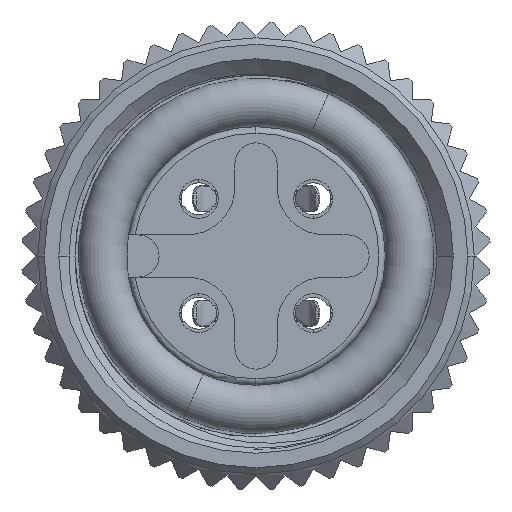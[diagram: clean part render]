
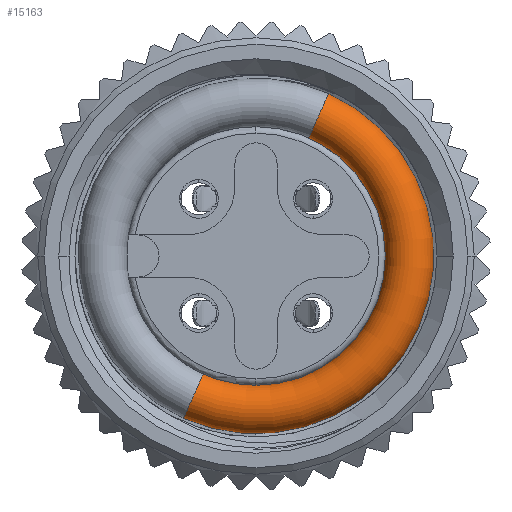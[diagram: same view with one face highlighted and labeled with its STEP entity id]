
A CAD part, left-side view. The second image highlights one B-rep face of the part: STEP entity #15163.
In plain terms, the highlighted toroidal (fillet/blend) face has major radius 4.75 mm and minor radius 0.75 mm.
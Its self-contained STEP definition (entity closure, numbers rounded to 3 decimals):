
#286 = DIRECTION ( 'NONE',  ( 0., 0., -1. ) ) ;
#412 = VERTEX_POINT ( 'NONE', #16412 ) ;
#549 = VERTEX_POINT ( 'NONE', #7699 ) ;
#915 = ORIENTED_EDGE ( 'NONE', *, *, #15655, .T. ) ;
#1304 = ORIENTED_EDGE ( 'NONE', *, *, #14958, .F. ) ;
#1305 = TOROIDAL_SURFACE ( 'NONE', #3582, 4.75, 0.75 ) ;
#1427 = DIRECTION ( 'NONE',  ( 0., 0., 1. ) ) ;
#1760 = CARTESIAN_POINT ( 'NONE',  ( 0., 0., 0. ) ) ;
#1883 = CIRCLE ( 'NONE', #3957, 4. ) ;
#3101 = DIRECTION ( 'NONE',  ( 0., 0., 1. ) ) ;
#3153 = VERTEX_POINT ( 'NONE', #11872 ) ;
#3350 = DIRECTION ( 'NONE',  ( 0., 0., 1. ) ) ;
#3582 = AXIS2_PLACEMENT_3D ( 'NONE', #4550, #13531, #3350 ) ;
#3957 = AXIS2_PLACEMENT_3D ( 'NONE', #4168, #5357, #1427 ) ;
#3991 = DIRECTION ( 'NONE',  ( 0., 0., 1. ) ) ;
#4168 = CARTESIAN_POINT ( 'NONE',  ( 0., 0., 0. ) ) ;
#4437 = AXIS2_PLACEMENT_3D ( 'NONE', #1760, #10811, #3101 ) ;
#4550 = CARTESIAN_POINT ( 'NONE',  ( 0., 0., 0. ) ) ;
#5357 = DIRECTION ( 'NONE',  ( -1., 0., 0. ) ) ;
#5425 = CIRCLE ( 'NONE', #4437, 5.5 ) ;
#6391 = AXIS2_PLACEMENT_3D ( 'NONE', #11794, #14354, #286 ) ;
#6925 = ORIENTED_EDGE ( 'NONE', *, *, #12329, .T. ) ;
#7699 = CARTESIAN_POINT ( 'NONE',  ( 0., 0., 5.5 ) ) ;
#8766 = CARTESIAN_POINT ( 'NONE',  ( 0., 0., -5.5 ) ) ;
#9101 = EDGE_CURVE ( 'NONE', #412, #3153, #1883, .T. ) ;
#9206 = CARTESIAN_POINT ( 'NONE',  ( 0., 0., -4.75 ) ) ;
#9880 = ORIENTED_EDGE ( 'NONE', *, *, #9101, .F. ) ;
#9988 = EDGE_LOOP ( 'NONE', ( #1304, #6925, #915, #9880 ) ) ;
#10811 = DIRECTION ( 'NONE',  ( -1., 0., 0. ) ) ;
#10889 = VERTEX_POINT ( 'NONE', #8766 ) ;
#11129 = AXIS2_PLACEMENT_3D ( 'NONE', #9206, #14412, #3991 ) ;
#11794 = CARTESIAN_POINT ( 'NONE',  ( 0., 0., 4.75 ) ) ;
#11872 = CARTESIAN_POINT ( 'NONE',  ( 0., 0., 4. ) ) ;
#12329 = EDGE_CURVE ( 'NONE', #10889, #549, #5425, .T. ) ;
#12331 = CIRCLE ( 'NONE', #11129, 0.75 ) ;
#13531 = DIRECTION ( 'NONE',  ( -1., 0., 0. ) ) ;
#13543 = FACE_OUTER_BOUND ( 'NONE', #9988, .T. ) ;
#14354 = DIRECTION ( 'NONE',  ( 0., -1., 0. ) ) ;
#14412 = DIRECTION ( 'NONE',  ( 0., 1., 0. ) ) ;
#14958 = EDGE_CURVE ( 'NONE', #10889, #412, #12331, .T. ) ;
#15163 = ADVANCED_FACE ( 'NONE', ( #13543 ), #1305, .T. ) ;
#15655 = EDGE_CURVE ( 'NONE', #549, #3153, #16267, .T. ) ;
#16267 = CIRCLE ( 'NONE', #6391, 0.75 ) ;
#16412 = CARTESIAN_POINT ( 'NONE',  ( 0., 0., -4. ) ) ;
